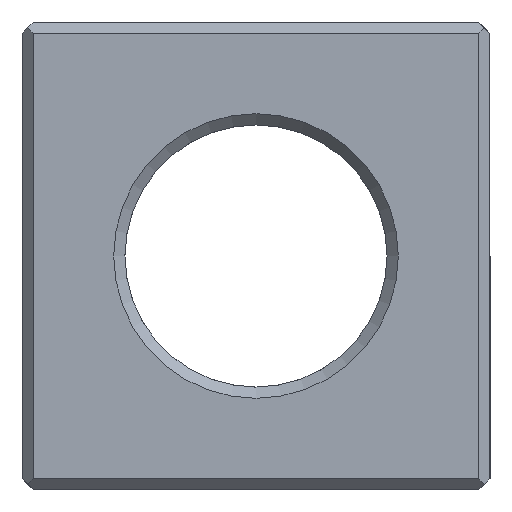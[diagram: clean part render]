
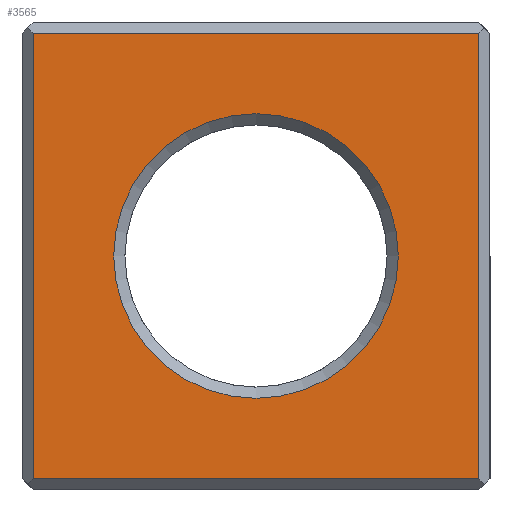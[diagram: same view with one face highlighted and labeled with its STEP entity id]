
A CAD part, left-side view. The second image highlights one B-rep face of the part: STEP entity #3565.
In plain terms, the highlighted planar face has unit normal (-1, 0, 0).
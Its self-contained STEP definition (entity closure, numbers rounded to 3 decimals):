
#72 = PLANE('',#73);
#73 = AXIS2_PLACEMENT_3D('',#74,#75,#76);
#74 = CARTESIAN_POINT('',(0.,0.,0.3));
#75 = DIRECTION('',(-0.707,0.,-0.707)
  );
#76 = DIRECTION('',(0.707,0.,-0.707));
#747 = PLANE('',#748);
#748 = AXIS2_PLACEMENT_3D('',#749,#750,#751);
#749 = CARTESIAN_POINT('',(0.3,12.5,0.));
#750 = DIRECTION('',(0.707,-0.707,0.));
#751 = DIRECTION('',(-0.707,-0.707,0.));
#978 = PLANE('',#979);
#979 = AXIS2_PLACEMENT_3D('',#980,#981,#982);
#980 = CARTESIAN_POINT('',(0.3,0.,0.));
#981 = DIRECTION('',(-0.707,-0.707,0.));
#982 = DIRECTION('',(-0.707,0.707,0.));
#1046 = VERTEX_POINT('',#1047);
#1047 = CARTESIAN_POINT('',(0.,0.3,0.3));
#1068 = EDGE_CURVE('',#1046,#1069,#1071,.T.);
#1069 = VERTEX_POINT('',#1070);
#1070 = CARTESIAN_POINT('',(0.,12.2,0.3));
#1071 = SURFACE_CURVE('',#1072,(#1076,#1083),.PCURVE_S1.);
#1072 = LINE('',#1073,#1074);
#1073 = CARTESIAN_POINT('',(0.,0.,0.3));
#1074 = VECTOR('',#1075,1.);
#1075 = DIRECTION('',(0.,1.,0.));
#1076 = PCURVE('',#72,#1077);
#1077 = DEFINITIONAL_REPRESENTATION('',(#1078),#1082);
#1078 = LINE('',#1079,#1080);
#1079 = CARTESIAN_POINT('',(0.,0.));
#1080 = VECTOR('',#1081,1.);
#1081 = DIRECTION('',(0.,-1.));
#1082 = ( GEOMETRIC_REPRESENTATION_CONTEXT(2) 
PARAMETRIC_REPRESENTATION_CONTEXT() REPRESENTATION_CONTEXT('2D SPACE',''
  ) );
#1083 = PCURVE('',#1084,#1089);
#1084 = PLANE('',#1085);
#1085 = AXIS2_PLACEMENT_3D('',#1086,#1087,#1088);
#1086 = CARTESIAN_POINT('',(0.,12.5,0.));
#1087 = DIRECTION('',(1.,0.,0.));
#1088 = DIRECTION('',(0.,-1.,0.));
#1089 = DEFINITIONAL_REPRESENTATION('',(#1090),#1094);
#1090 = LINE('',#1091,#1092);
#1091 = CARTESIAN_POINT('',(12.5,-0.3));
#1092 = VECTOR('',#1093,1.);
#1093 = DIRECTION('',(-1.,0.));
#1094 = ( GEOMETRIC_REPRESENTATION_CONTEXT(2) 
PARAMETRIC_REPRESENTATION_CONTEXT() REPRESENTATION_CONTEXT('2D SPACE',''
  ) );
#2677 = VERTEX_POINT('',#2678);
#2678 = CARTESIAN_POINT('',(0.,12.2,12.2));
#2692 = PLANE('',#2693);
#2693 = AXIS2_PLACEMENT_3D('',#2694,#2695,#2696);
#2694 = CARTESIAN_POINT('',(0.3,0.,12.5));
#2695 = DIRECTION('',(-0.707,0.,0.707
    ));
#2696 = DIRECTION('',(-0.707,0.,-0.707
    ));
#2704 = EDGE_CURVE('',#1069,#2677,#2705,.T.);
#2705 = SURFACE_CURVE('',#2706,(#2710,#2717),.PCURVE_S1.);
#2706 = LINE('',#2707,#2708);
#2707 = CARTESIAN_POINT('',(0.,12.2,0.));
#2708 = VECTOR('',#2709,1.);
#2709 = DIRECTION('',(0.,0.,1.));
#2710 = PCURVE('',#747,#2711);
#2711 = DEFINITIONAL_REPRESENTATION('',(#2712),#2716);
#2712 = LINE('',#2713,#2714);
#2713 = CARTESIAN_POINT('',(0.424,0.));
#2714 = VECTOR('',#2715,1.);
#2715 = DIRECTION('',(0.,-1.));
#2716 = ( GEOMETRIC_REPRESENTATION_CONTEXT(2) 
PARAMETRIC_REPRESENTATION_CONTEXT() REPRESENTATION_CONTEXT('2D SPACE',''
  ) );
#2717 = PCURVE('',#1084,#2718);
#2718 = DEFINITIONAL_REPRESENTATION('',(#2719),#2723);
#2719 = LINE('',#2720,#2721);
#2720 = CARTESIAN_POINT('',(0.3,0.));
#2721 = VECTOR('',#2722,1.);
#2722 = DIRECTION('',(0.,-1.));
#2723 = ( GEOMETRIC_REPRESENTATION_CONTEXT(2) 
PARAMETRIC_REPRESENTATION_CONTEXT() REPRESENTATION_CONTEXT('2D SPACE',''
  ) );
#3522 = VERTEX_POINT('',#3523);
#3523 = CARTESIAN_POINT('',(0.,0.3,12.2));
#3544 = EDGE_CURVE('',#1046,#3522,#3545,.T.);
#3545 = SURFACE_CURVE('',#3546,(#3550,#3557),.PCURVE_S1.);
#3546 = LINE('',#3547,#3548);
#3547 = CARTESIAN_POINT('',(0.,0.3,0.));
#3548 = VECTOR('',#3549,1.);
#3549 = DIRECTION('',(0.,0.,1.));
#3550 = PCURVE('',#978,#3551);
#3551 = DEFINITIONAL_REPRESENTATION('',(#3552),#3556);
#3552 = LINE('',#3553,#3554);
#3553 = CARTESIAN_POINT('',(0.424,0.));
#3554 = VECTOR('',#3555,1.);
#3555 = DIRECTION('',(0.,-1.));
#3556 = ( GEOMETRIC_REPRESENTATION_CONTEXT(2) 
PARAMETRIC_REPRESENTATION_CONTEXT() REPRESENTATION_CONTEXT('2D SPACE',''
  ) );
#3557 = PCURVE('',#1084,#3558);
#3558 = DEFINITIONAL_REPRESENTATION('',(#3559),#3563);
#3559 = LINE('',#3560,#3561);
#3560 = CARTESIAN_POINT('',(12.2,0.));
#3561 = VECTOR('',#3562,1.);
#3562 = DIRECTION('',(0.,-1.));
#3563 = ( GEOMETRIC_REPRESENTATION_CONTEXT(2) 
PARAMETRIC_REPRESENTATION_CONTEXT() REPRESENTATION_CONTEXT('2D SPACE',''
  ) );
#3565 = ADVANCED_FACE('',(#3566,#3592),#1084,.F.);
#3566 = FACE_BOUND('',#3567,.F.);
#3567 = EDGE_LOOP('',(#3568,#3569,#3570,#3571));
#3568 = ORIENTED_EDGE('',*,*,#3544,.F.);
#3569 = ORIENTED_EDGE('',*,*,#1068,.T.);
#3570 = ORIENTED_EDGE('',*,*,#2704,.T.);
#3571 = ORIENTED_EDGE('',*,*,#3572,.F.);
#3572 = EDGE_CURVE('',#3522,#2677,#3573,.T.);
#3573 = SURFACE_CURVE('',#3574,(#3578,#3585),.PCURVE_S1.);
#3574 = LINE('',#3575,#3576);
#3575 = CARTESIAN_POINT('',(0.,0.,12.2));
#3576 = VECTOR('',#3577,1.);
#3577 = DIRECTION('',(0.,1.,0.));
#3578 = PCURVE('',#1084,#3579);
#3579 = DEFINITIONAL_REPRESENTATION('',(#3580),#3584);
#3580 = LINE('',#3581,#3582);
#3581 = CARTESIAN_POINT('',(12.5,-12.2));
#3582 = VECTOR('',#3583,1.);
#3583 = DIRECTION('',(-1.,0.));
#3584 = ( GEOMETRIC_REPRESENTATION_CONTEXT(2) 
PARAMETRIC_REPRESENTATION_CONTEXT() REPRESENTATION_CONTEXT('2D SPACE',''
  ) );
#3585 = PCURVE('',#2692,#3586);
#3586 = DEFINITIONAL_REPRESENTATION('',(#3587),#3591);
#3587 = LINE('',#3588,#3589);
#3588 = CARTESIAN_POINT('',(0.424,0.));
#3589 = VECTOR('',#3590,1.);
#3590 = DIRECTION('',(0.,-1.));
#3591 = ( GEOMETRIC_REPRESENTATION_CONTEXT(2) 
PARAMETRIC_REPRESENTATION_CONTEXT() REPRESENTATION_CONTEXT('2D SPACE',''
  ) );
#3592 = FACE_BOUND('',#3593,.F.);
#3593 = EDGE_LOOP('',(#3594));
#3594 = ORIENTED_EDGE('',*,*,#3595,.T.);
#3595 = EDGE_CURVE('',#3596,#3596,#3598,.T.);
#3596 = VERTEX_POINT('',#3597);
#3597 = CARTESIAN_POINT('',(0.,2.45,6.25));
#3598 = SURFACE_CURVE('',#3599,(#3604,#3615),.PCURVE_S1.);
#3599 = CIRCLE('',#3600,3.8);
#3600 = AXIS2_PLACEMENT_3D('',#3601,#3602,#3603);
#3601 = CARTESIAN_POINT('',(0.,6.25,6.25));
#3602 = DIRECTION('',(-1.,0.,0.));
#3603 = DIRECTION('',(0.,-1.,0.));
#3604 = PCURVE('',#1084,#3605);
#3605 = DEFINITIONAL_REPRESENTATION('',(#3606),#3614);
#3606 = ( BOUNDED_CURVE() B_SPLINE_CURVE(2,(#3607,#3608,#3609,#3610,
#3611,#3612,#3613),.UNSPECIFIED.,.T.,.F.) B_SPLINE_CURVE_WITH_KNOTS((1,2
    ,2,2,2,1),(-2.094,0.,2.094,4.189,
6.283,8.378),.UNSPECIFIED.) CURVE() 
GEOMETRIC_REPRESENTATION_ITEM() RATIONAL_B_SPLINE_CURVE((1.,0.5,1.,0.5,
1.,0.5,1.)) REPRESENTATION_ITEM('') );
#3607 = CARTESIAN_POINT('',(10.05,-6.25));
#3608 = CARTESIAN_POINT('',(10.05,-12.832));
#3609 = CARTESIAN_POINT('',(4.35,-9.541));
#3610 = CARTESIAN_POINT('',(-1.35,-6.25));
#3611 = CARTESIAN_POINT('',(4.35,-2.959));
#3612 = CARTESIAN_POINT('',(10.05,0.332));
#3613 = CARTESIAN_POINT('',(10.05,-6.25));
#3614 = ( GEOMETRIC_REPRESENTATION_CONTEXT(2) 
PARAMETRIC_REPRESENTATION_CONTEXT() REPRESENTATION_CONTEXT('2D SPACE',''
  ) );
#3615 = PCURVE('',#3616,#3621);
#3616 = CONICAL_SURFACE('',#3617,3.5,0.785);
#3617 = AXIS2_PLACEMENT_3D('',#3618,#3619,#3620);
#3618 = CARTESIAN_POINT('',(0.3,6.25,6.25));
#3619 = DIRECTION('',(-1.,-0.,-0.));
#3620 = DIRECTION('',(0.,-1.,0.));
#3621 = DEFINITIONAL_REPRESENTATION('',(#3622),#3626);
#3622 = LINE('',#3623,#3624);
#3623 = CARTESIAN_POINT('',(0.,0.3));
#3624 = VECTOR('',#3625,1.);
#3625 = DIRECTION('',(1.,0.));
#3626 = ( GEOMETRIC_REPRESENTATION_CONTEXT(2) 
PARAMETRIC_REPRESENTATION_CONTEXT() REPRESENTATION_CONTEXT('2D SPACE',''
  ) );
